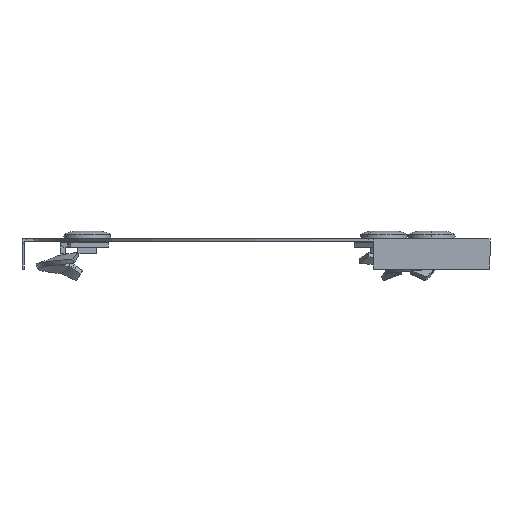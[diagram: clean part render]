
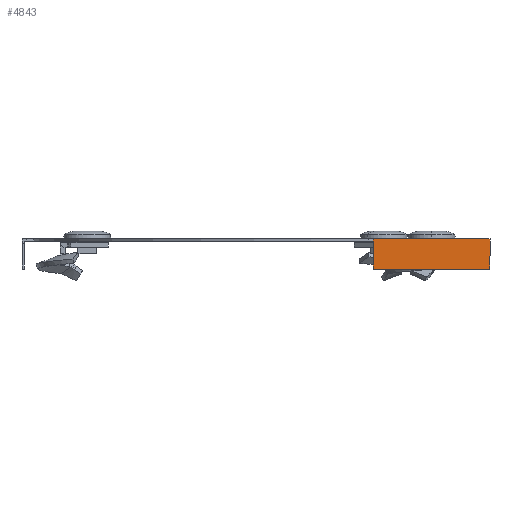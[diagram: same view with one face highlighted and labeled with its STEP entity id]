
A CAD part, left-side view. The second image highlights one B-rep face of the part: STEP entity #4843.
In plain terms, the highlighted planar face has unit normal (-1, 0, 0).
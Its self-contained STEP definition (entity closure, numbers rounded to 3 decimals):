
#63 = EDGE_CURVE ( 'NONE', #960, #2515, #5683, .T. ) ;
#72 = DIRECTION ( 'NONE',  ( 0., 0., 1. ) ) ;
#204 = CARTESIAN_POINT ( 'NONE',  ( -200.744, 0., -2. ) ) ;
#461 = ORIENTED_EDGE ( 'NONE', *, *, #5501, .T. ) ;
#619 = DIRECTION ( 'NONE',  ( 0., 0., 1. ) ) ;
#661 = DIRECTION ( 'NONE',  ( 0., 0., 1. ) ) ;
#701 = DIRECTION ( 'NONE',  ( 0., 0., -1. ) ) ;
#960 = VERTEX_POINT ( 'NONE', #1416 ) ;
#1044 = VERTEX_POINT ( 'NONE', #5627 ) ;
#1104 = EDGE_CURVE ( 'NONE', #3973, #960, #5539, .T. ) ;
#1227 = CARTESIAN_POINT ( 'NONE',  ( -200.744, 0., 0. ) ) ;
#1239 = ORIENTED_EDGE ( 'NONE', *, *, #4556, .T. ) ;
#1379 = CARTESIAN_POINT ( 'NONE',  ( -200.744, 50., -2. ) ) ;
#1390 = DIRECTION ( 'NONE',  ( -1., 0., 0. ) ) ;
#1409 = VECTOR ( 'NONE', #2571, 1000. ) ;
#1416 = CARTESIAN_POINT ( 'NONE',  ( -200.744, 0., -13. ) ) ;
#1799 = LINE ( 'NONE', #5669, #2204 ) ;
#1909 = DIRECTION ( 'NONE',  ( 0., 1., 0. ) ) ;
#2094 = ORIENTED_EDGE ( 'NONE', *, *, #3909, .T. ) ;
#2099 = VERTEX_POINT ( 'NONE', #1379 ) ;
#2199 = ORIENTED_EDGE ( 'NONE', *, *, #3103, .F. ) ;
#2204 = VECTOR ( 'NONE', #701, 1000. ) ;
#2495 = VECTOR ( 'NONE', #661, 1000. ) ;
#2515 = VERTEX_POINT ( 'NONE', #5293 ) ;
#2571 = DIRECTION ( 'NONE',  ( 0., 0., 1. ) ) ;
#2725 = AXIS2_PLACEMENT_3D ( 'NONE', #2746, #1390, #72 ) ;
#2746 = CARTESIAN_POINT ( 'NONE',  ( -200.744, 0., -1. ) ) ;
#2842 = LINE ( 'NONE', #204, #4115 ) ;
#3103 = EDGE_CURVE ( 'NONE', #2099, #1044, #3975, .T. ) ;
#3109 = VECTOR ( 'NONE', #1909, 1000. ) ;
#3350 = ORIENTED_EDGE ( 'NONE', *, *, #63, .T. ) ;
#3578 = CARTESIAN_POINT ( 'NONE',  ( -200.744, 0., -13. ) ) ;
#3675 = CARTESIAN_POINT ( 'NONE',  ( -200.744, 52., 0. ) ) ;
#3909 = EDGE_CURVE ( 'NONE', #4520, #1044, #4601, .T. ) ;
#3931 = EDGE_LOOP ( 'NONE', ( #3350, #1239, #2094, #2199, #461, #4017 ) ) ;
#3973 = VERTEX_POINT ( 'NONE', #4290 ) ;
#3975 = LINE ( 'NONE', #5146, #2495 ) ;
#4017 = ORIENTED_EDGE ( 'NONE', *, *, #1104, .T. ) ;
#4115 = VECTOR ( 'NONE', #619, 1000. ) ;
#4290 = CARTESIAN_POINT ( 'NONE',  ( -200.744, 50., -13. ) ) ;
#4520 = VERTEX_POINT ( 'NONE', #1227 ) ;
#4556 = EDGE_CURVE ( 'NONE', #2515, #4520, #2842, .T. ) ;
#4601 = LINE ( 'NONE', #3675, #3109 ) ;
#4618 = VECTOR ( 'NONE', #5431, 1000. ) ;
#4843 = ADVANCED_FACE ( 'NONE', ( #5170 ), #5456, .T. ) ;
#4884 = CARTESIAN_POINT ( 'NONE',  ( -200.744, 0., -1. ) ) ;
#5146 = CARTESIAN_POINT ( 'NONE',  ( -200.744, 50., -1. ) ) ;
#5170 = FACE_OUTER_BOUND ( 'NONE', #3931, .T. ) ;
#5293 = CARTESIAN_POINT ( 'NONE',  ( -200.744, 0., -2. ) ) ;
#5431 = DIRECTION ( 'NONE',  ( 0., -1., 0. ) ) ;
#5456 = PLANE ( 'NONE',  #2725 ) ;
#5501 = EDGE_CURVE ( 'NONE', #2099, #3973, #1799, .T. ) ;
#5539 = LINE ( 'NONE', #3578, #4618 ) ;
#5627 = CARTESIAN_POINT ( 'NONE',  ( -200.744, 50., 0. ) ) ;
#5669 = CARTESIAN_POINT ( 'NONE',  ( -200.744, 50., -1. ) ) ;
#5683 = LINE ( 'NONE', #4884, #1409 ) ;
